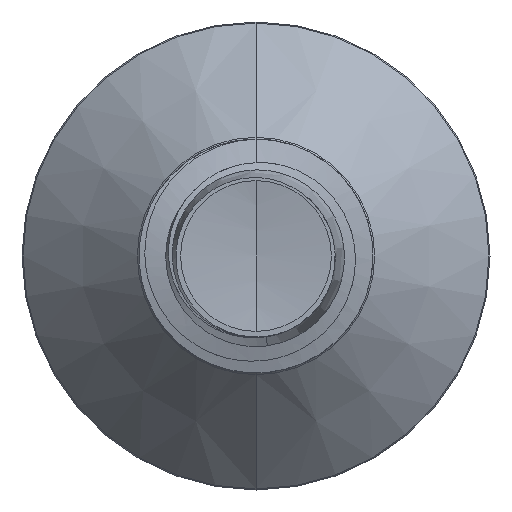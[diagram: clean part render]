
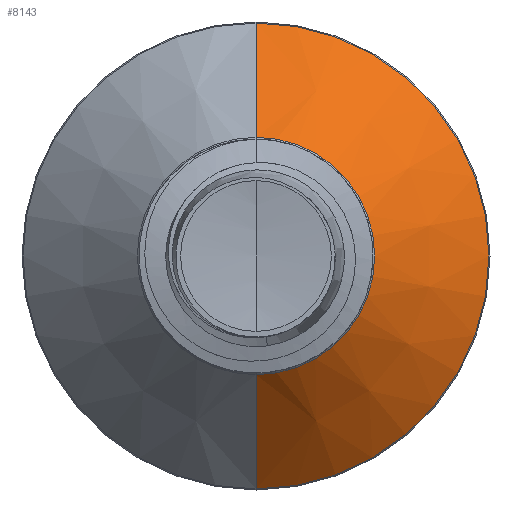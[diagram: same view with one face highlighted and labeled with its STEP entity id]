
A CAD part, front view. The second image highlights one B-rep face of the part: STEP entity #8143.
In plain terms, the highlighted conical face has half-angle 45 degrees and reference radius 1.522 mm.
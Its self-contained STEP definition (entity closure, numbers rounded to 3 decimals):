
#249 = EDGE_CURVE ( 'NONE', #3392, #11187, #3636, .T. ) ;
#1128 = DIRECTION ( 'NONE',  ( 0., 0., 1. ) ) ;
#2039 = CONICAL_SURFACE ( 'NONE', #14893, 1.522, 0.785 ) ;
#2089 = AXIS2_PLACEMENT_3D ( 'NONE', #12316, #5602, #13382 ) ;
#2580 = EDGE_CURVE ( 'NONE', #11187, #9632, #8587, .T. ) ;
#3392 = VERTEX_POINT ( 'NONE', #10568 ) ;
#3425 = DIRECTION ( 'NONE',  ( 0., 1., 0. ) ) ;
#3563 = EDGE_CURVE ( 'NONE', #7691, #9632, #3883, .T. ) ;
#3636 = CIRCLE ( 'NONE', #12635, 1.522 ) ;
#3820 = ORIENTED_EDGE ( 'NONE', *, *, #2580, .T. ) ;
#3883 = CIRCLE ( 'NONE', #2089, 2.987 ) ;
#4446 = CARTESIAN_POINT ( 'NONE',  ( 0., 3.472, 0. ) ) ;
#5123 = CARTESIAN_POINT ( 'NONE',  ( 0., 3.472, 1.522 ) ) ;
#5189 = CARTESIAN_POINT ( 'NONE',  ( 0., 3.472, -1.522 ) ) ;
#5350 = VECTOR ( 'NONE', #12950, 1000. ) ;
#5602 = DIRECTION ( 'NONE',  ( 0., 1., 0. ) ) ;
#5612 = CARTESIAN_POINT ( 'NONE',  ( 0., 3.472, -1.522 ) ) ;
#5830 = CARTESIAN_POINT ( 'NONE',  ( 0., 4.937, -2.987 ) ) ;
#6978 = ORIENTED_EDGE ( 'NONE', *, *, #3563, .F. ) ;
#7691 = VERTEX_POINT ( 'NONE', #11980 ) ;
#7828 = DIRECTION ( 'NONE',  ( 0., 1., 0. ) ) ;
#8143 = ADVANCED_FACE ( 'NONE', ( #14219 ), #2039, .T. ) ;
#8587 = LINE ( 'NONE', #5189, #14098 ) ;
#8612 = EDGE_LOOP ( 'NONE', ( #12528, #3820, #6978, #9934 ) ) ;
#8684 = CARTESIAN_POINT ( 'NONE',  ( 0., 3.472, 0. ) ) ;
#8726 = EDGE_CURVE ( 'NONE', #3392, #7691, #10298, .T. ) ;
#9632 = VERTEX_POINT ( 'NONE', #5830 ) ;
#9934 = ORIENTED_EDGE ( 'NONE', *, *, #8726, .F. ) ;
#10298 = LINE ( 'NONE', #5123, #5350 ) ;
#10568 = CARTESIAN_POINT ( 'NONE',  ( 0., 3.472, 1.522 ) ) ;
#11164 = DIRECTION ( 'NONE',  ( 0., 0., 1. ) ) ;
#11187 = VERTEX_POINT ( 'NONE', #5612 ) ;
#11980 = CARTESIAN_POINT ( 'NONE',  ( 0., 4.937, 2.987 ) ) ;
#12316 = CARTESIAN_POINT ( 'NONE',  ( 0., 4.937, 0. ) ) ;
#12528 = ORIENTED_EDGE ( 'NONE', *, *, #249, .T. ) ;
#12635 = AXIS2_PLACEMENT_3D ( 'NONE', #8684, #3425, #1128 ) ;
#12950 = DIRECTION ( 'NONE',  ( 0., 0.707, 0.707 ) ) ;
#13009 = DIRECTION ( 'NONE',  ( 0., 0.707, -0.707 ) ) ;
#13382 = DIRECTION ( 'NONE',  ( 0., 0., 1. ) ) ;
#14098 = VECTOR ( 'NONE', #13009, 1000. ) ;
#14219 = FACE_OUTER_BOUND ( 'NONE', #8612, .T. ) ;
#14893 = AXIS2_PLACEMENT_3D ( 'NONE', #4446, #7828, #11164 ) ;
